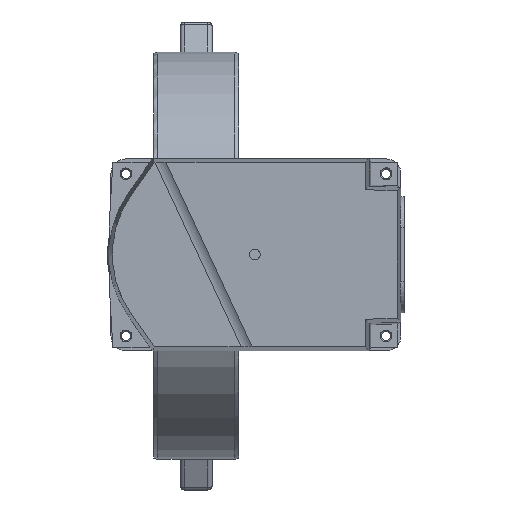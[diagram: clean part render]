
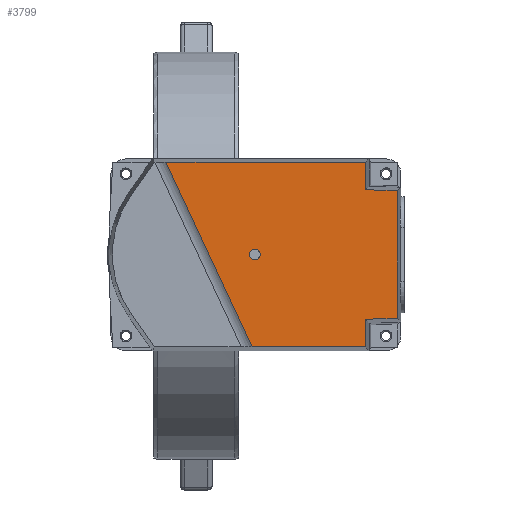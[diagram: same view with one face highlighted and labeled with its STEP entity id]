
A CAD part, top view. The second image highlights one B-rep face of the part: STEP entity #3799.
In plain terms, the highlighted planar face has unit normal (0, 0, 1).
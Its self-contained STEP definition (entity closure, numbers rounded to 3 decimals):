
#3011=FACE_BOUND('',#5673,.T.);
#3012=FACE_BOUND('',#5674,.T.);
#3799=ADVANCED_FACE('',(#3011,#3012),#4185,.T.);
#4185=PLANE('',#16503);
#5673=EDGE_LOOP('',(#10144));
#5674=EDGE_LOOP('',(#10145,#10146,#10147,#10148,#10149,#10150,#10151,#10152));
#6345=CIRCLE('',#16488,2.5);
#10144=ORIENTED_EDGE('',*,*,#13892,.T.);
#10145=ORIENTED_EDGE('',*,*,#13906,.T.);
#10146=ORIENTED_EDGE('',*,*,#13910,.T.);
#10147=ORIENTED_EDGE('',*,*,#13914,.T.);
#10148=ORIENTED_EDGE('',*,*,#13895,.F.);
#10149=ORIENTED_EDGE('',*,*,#13921,.F.);
#10150=ORIENTED_EDGE('',*,*,#13922,.F.);
#10151=ORIENTED_EDGE('',*,*,#13902,.F.);
#10152=ORIENTED_EDGE('',*,*,#13923,.T.);
#11892=VERTEX_POINT('',#31288);
#11895=VERTEX_POINT('',#31295);
#11896=VERTEX_POINT('',#31297);
#11901=VERTEX_POINT('',#31310);
#11903=VERTEX_POINT('',#31313);
#11905=VERTEX_POINT('',#31319);
#11907=VERTEX_POINT('',#31322);
#11909=VERTEX_POINT('',#31328);
#11915=VERTEX_POINT('',#31350);
#13892=EDGE_CURVE('',#11892,#11892,#6345,.T.);
#13895=EDGE_CURVE('',#11895,#11896,#14606,.T.);
#13902=EDGE_CURVE('',#11901,#11903,#14610,.T.);
#13906=EDGE_CURVE('',#11907,#11905,#14614,.T.);
#13910=EDGE_CURVE('',#11905,#11909,#14618,.T.);
#13914=EDGE_CURVE('',#11909,#11896,#14622,.T.);
#13921=EDGE_CURVE('',#11915,#11895,#14629,.T.);
#13922=EDGE_CURVE('',#11903,#11915,#14630,.T.);
#13923=EDGE_CURVE('',#11901,#11907,#14631,.T.);
#14606=LINE('',#31296,#15287);
#14610=LINE('',#31312,#15291);
#14614=LINE('',#31321,#15295);
#14618=LINE('',#31330,#15299);
#14622=LINE('',#31337,#15303);
#14629=LINE('',#31349,#15310);
#14630=LINE('',#31351,#15311);
#14631=LINE('',#31352,#15312);
#15287=VECTOR('',#19460,1.);
#15291=VECTOR('',#19474,1.);
#15295=VECTOR('',#19480,1.);
#15299=VECTOR('',#19486,1.);
#15303=VECTOR('',#19492,1.);
#15310=VECTOR('',#19505,1.);
#15311=VECTOR('',#19506,1.);
#15312=VECTOR('',#19507,1.);
#16488=AXIS2_PLACEMENT_3D('',#31287,#19451,#19452);
#16503=AXIS2_PLACEMENT_3D('',#31353,#19508,#19509);
#19451=DIRECTION('',(0.,0.,-1.));
#19452=DIRECTION('',(0.,-1.,0.));
#19460=DIRECTION('',(-0.423,0.906,0.));
#19474=DIRECTION('',(-0.999,-0.035,0.));
#19480=DIRECTION('',(-0.999,0.035,0.));
#19486=DIRECTION('',(0.,1.,0.));
#19492=DIRECTION('',(-1.,0.,0.));
#19505=DIRECTION('',(-1.,0.,0.));
#19506=DIRECTION('',(0.,-1.,0.));
#19507=DIRECTION('',(0.,1.,0.));
#19508=DIRECTION('',(0.,0.,1.));
#19509=DIRECTION('',(0.,1.,0.));
#31287=CARTESIAN_POINT('',(27.5,0.,277.));
#31288=CARTESIAN_POINT('',(27.5,-2.5,277.));
#31295=CARTESIAN_POINT('',(26.169,-43.298,277.));
#31296=CARTESIAN_POINT('',(28.714,-48.757,277.));
#31297=CARTESIAN_POINT('',(-14.212,43.298,277.));
#31310=CARTESIAN_POINT('',(94.298,-29.856,277.));
#31312=CARTESIAN_POINT('',(10.145,-32.795,277.));
#31313=CARTESIAN_POINT('',(79.298,-30.38,277.));
#31319=CARTESIAN_POINT('',(79.298,30.38,277.));
#31321=CARTESIAN_POINT('',(95.941,29.799,277.));
#31322=CARTESIAN_POINT('',(94.298,29.856,277.));
#31328=CARTESIAN_POINT('',(79.298,43.298,277.));
#31330=CARTESIAN_POINT('',(79.298,0.,277.));
#31337=CARTESIAN_POINT('',(81.,43.298,277.));
#31349=CARTESIAN_POINT('',(9.,-43.298,277.));
#31350=CARTESIAN_POINT('',(79.298,-43.298,277.));
#31351=CARTESIAN_POINT('',(79.298,-32.024,277.));
#31352=CARTESIAN_POINT('',(94.298,-31.5,277.));
#31353=CARTESIAN_POINT('',(9.,0.,277.));
